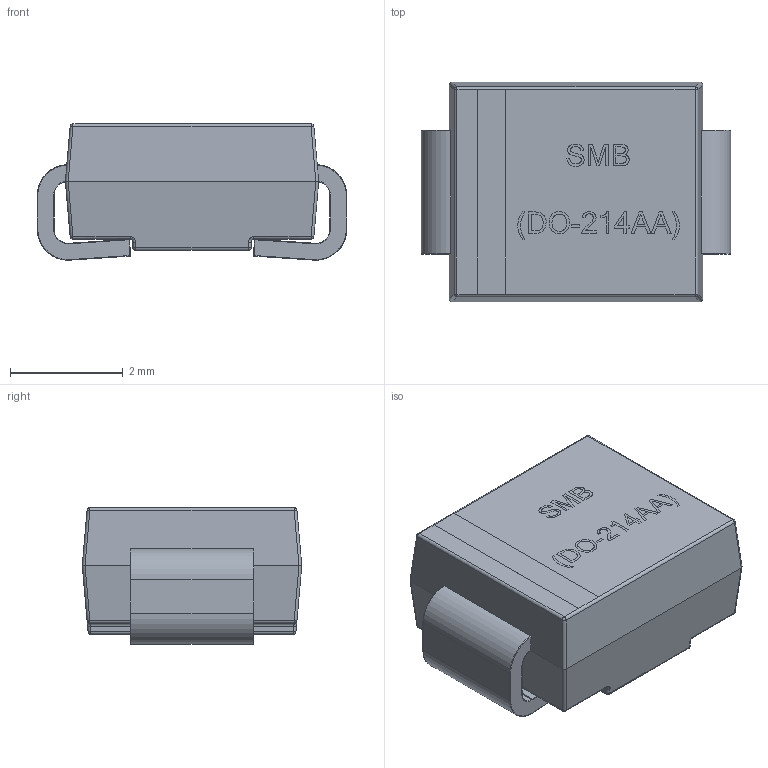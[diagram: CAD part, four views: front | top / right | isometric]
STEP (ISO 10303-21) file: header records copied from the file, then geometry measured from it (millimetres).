
FILE_DESCRIPTION(('FreeCAD Model'),'2;1');
FILE_NAME('User Library-DIOM5539X24.step', '2017-06-26T01:06:04',('kicad StepUp'),('ksu MCAD'), 'Open CASCADE STEP processor 6.8','FreeCAD','Unknown');
FILE_SCHEMA(('AUTOMOTIVE_DESIGN_CC2 { 1 2 10303 214 -1 1 5 4 }'));
Length unit declared in the file: millimetre
Products named in the file (2): ASSEMBLY; User_Library-DIOM5539X24
Assembly tree (1 placements, depth 2):
  ASSEMBLY
    User_Library-DIOM5539X24
Bounding box: 5.5 x 3.9 x 2.42 mm (x, y, z)
Volume: 39.8 mm3; surface area: 96.2 mm2
Topology: 1 solids, 1 shells, 153 faces, 471 edges, 327 vertices
Faces by surface type: cylinder 64, plane 51, bspline 38
Entity records: 7347 total; most frequent: CARTESIAN_POINT 2611, ORIENTED_EDGE 918, DIRECTION 526, EDGE_CURVE 459, VERTEX_POINT 327, B_SPLINE_CURVE_WITH_KNOTS 240, AXIS2_PLACEMENT_3D 194, FACE_BOUND 172
